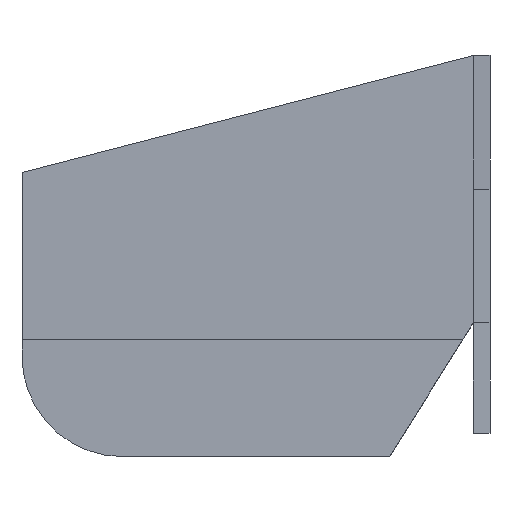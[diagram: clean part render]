
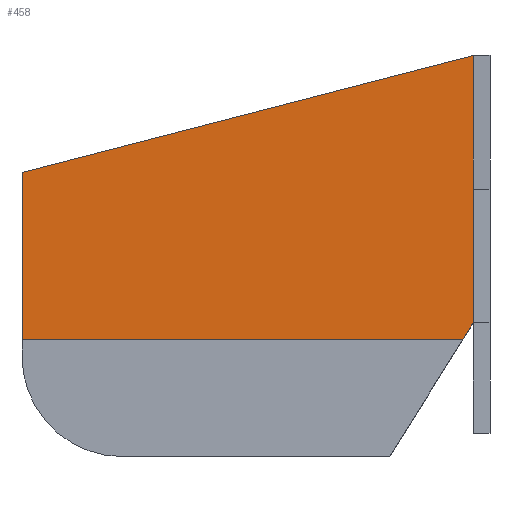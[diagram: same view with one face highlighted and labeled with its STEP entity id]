
A CAD part, front view. The second image highlights one B-rep face of the part: STEP entity #458.
In plain terms, the highlighted planar face has unit normal (-0.018, -1, 0).
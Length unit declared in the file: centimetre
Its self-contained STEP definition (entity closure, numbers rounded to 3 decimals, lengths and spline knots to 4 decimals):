
#59=FACE_OUTER_BOUND('',#86,.T.);
#86=EDGE_LOOP('',(#359,#360,#361,#362,#363));
#127=LINE('',#755,#182);
#128=LINE('',#757,#183);
#129=LINE('',#759,#184);
#130=LINE('',#761,#185);
#131=LINE('',#762,#186);
#182=VECTOR('',#622,1.);
#183=VECTOR('',#623,1.);
#184=VECTOR('',#624,1.);
#185=VECTOR('',#625,1.);
#186=VECTOR('',#626,1.);
#228=VERTEX_POINT('',#753);
#229=VERTEX_POINT('',#754);
#230=VERTEX_POINT('',#756);
#231=VERTEX_POINT('',#758);
#232=VERTEX_POINT('',#760);
#275=EDGE_CURVE('',#228,#229,#127,.T.);
#276=EDGE_CURVE('',#229,#230,#128,.T.);
#277=EDGE_CURVE('',#230,#231,#129,.T.);
#278=EDGE_CURVE('',#231,#232,#130,.T.);
#279=EDGE_CURVE('',#232,#228,#131,.T.);
#359=ORIENTED_EDGE('',*,*,#275,.T.);
#360=ORIENTED_EDGE('',*,*,#276,.T.);
#361=ORIENTED_EDGE('',*,*,#277,.T.);
#362=ORIENTED_EDGE('',*,*,#278,.T.);
#363=ORIENTED_EDGE('',*,*,#279,.T.);
#432=PLANE('',#538);
#458=ADVANCED_FACE('',(#59),#432,.T.);
#538=AXIS2_PLACEMENT_3D('',#752,#620,#621);
#620=DIRECTION('center_axis',(-0.017,-1.,0.));
#621=DIRECTION('ref_axis',(0.,0.,-1.));
#622=DIRECTION('',(0.,0.,-1.));
#623=DIRECTION('',(1.,-0.017,0.));
#624=DIRECTION('',(0.53,-0.009,0.848));
#625=DIRECTION('',(0.,0.,1.));
#626=DIRECTION('',(-0.968,0.017,-0.251));
#752=CARTESIAN_POINT('Origin',(-6.7533,14.8678,7.05));
#753=CARTESIAN_POINT('',(-13.5023,14.9856,7.8));
#754=CARTESIAN_POINT('',(-13.5023,14.9856,2.8));
#755=CARTESIAN_POINT('',(-13.5023,14.9856,2.3));
#756=CARTESIAN_POINT('',(-0.3168,14.7555,2.8));
#757=CARTESIAN_POINT('',(-13.5023,14.9856,2.8));
#758=CARTESIAN_POINT('',(-0.0044,14.75,3.3));
#759=CARTESIAN_POINT('',(-0.3168,14.7555,2.8));
#760=CARTESIAN_POINT('',(-0.0044,14.75,11.3));
#761=CARTESIAN_POINT('',(-0.0044,14.75,11.3));
#762=CARTESIAN_POINT('',(-13.5023,14.9856,7.8));
